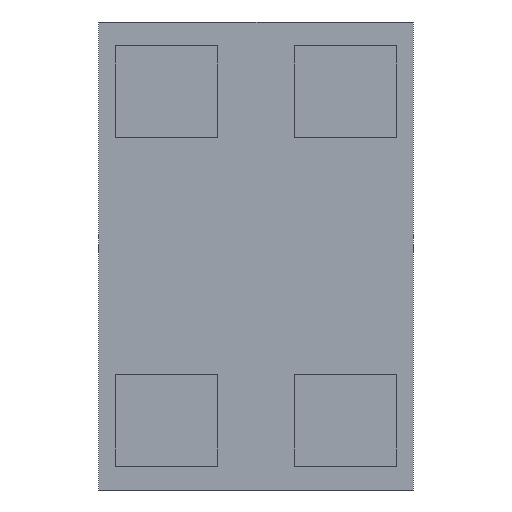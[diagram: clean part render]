
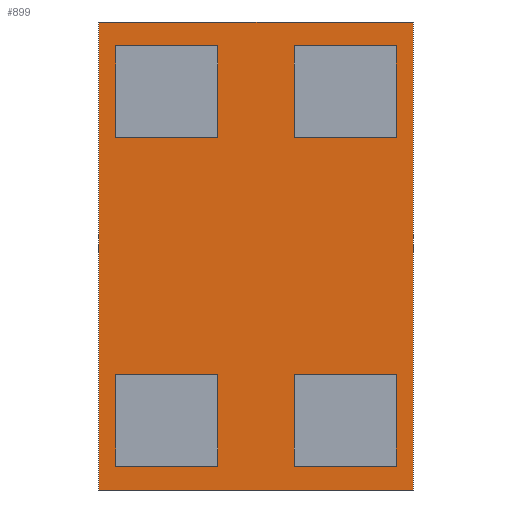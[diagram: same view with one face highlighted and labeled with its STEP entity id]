
A CAD part, front view. The second image highlights one B-rep face of the part: STEP entity #899.
In plain terms, the highlighted planar face has unit normal (0, -1, 0).
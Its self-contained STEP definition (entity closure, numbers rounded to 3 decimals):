
#86=FACE_OUTER_BOUND('',#143,.T.);
#143=EDGE_LOOP('',(#658,#659,#660,#661));
#224=LINE('',#1364,#316);
#228=LINE('',#1372,#320);
#231=LINE('',#1378,#323);
#234=LINE('',#1383,#326);
#316=VECTOR('',#1110,2.75);
#320=VECTOR('',#1116,1.85);
#323=VECTOR('',#1121,2.75);
#326=VECTOR('',#1126,1.85);
#392=VERTEX_POINT('',#1362);
#393=VERTEX_POINT('',#1363);
#396=VERTEX_POINT('',#1371);
#398=VERTEX_POINT('',#1377);
#479=EDGE_CURVE('',#392,#393,#224,.T.);
#483=EDGE_CURVE('',#396,#392,#228,.T.);
#486=EDGE_CURVE('',#398,#396,#231,.T.);
#489=EDGE_CURVE('',#393,#398,#234,.T.);
#658=ORIENTED_EDGE('',*,*,#489,.F.);
#659=ORIENTED_EDGE('',*,*,#479,.F.);
#660=ORIENTED_EDGE('',*,*,#483,.F.);
#661=ORIENTED_EDGE('',*,*,#486,.F.);
#795=PLANE('',#963);
#899=ADVANCED_FACE('',(#86),#795,.F.);
#963=AXIS2_PLACEMENT_3D('',#1386,#1130,#1131);
#1110=DIRECTION('',(0.,0.,-1.));
#1116=DIRECTION('',(1.,0.,0.));
#1121=DIRECTION('',(0.,0.,1.));
#1126=DIRECTION('',(-1.,0.,0.));
#1130=DIRECTION('center_axis',(0.,1.,0.));
#1131=DIRECTION('ref_axis',(0.,0.,1.));
#1362=CARTESIAN_POINT('',(0.,0.,2.75));
#1363=CARTESIAN_POINT('',(0.,0.,0.));
#1364=CARTESIAN_POINT('',(0.,0.,2.75));
#1371=CARTESIAN_POINT('',(-1.85,0.,2.75));
#1372=CARTESIAN_POINT('',(-1.85,0.,2.75));
#1377=CARTESIAN_POINT('',(-1.85,0.,0.));
#1378=CARTESIAN_POINT('',(-1.85,0.,0.));
#1383=CARTESIAN_POINT('',(0.,0.,0.));
#1386=CARTESIAN_POINT('Origin',(-0.925,0.,1.375));
